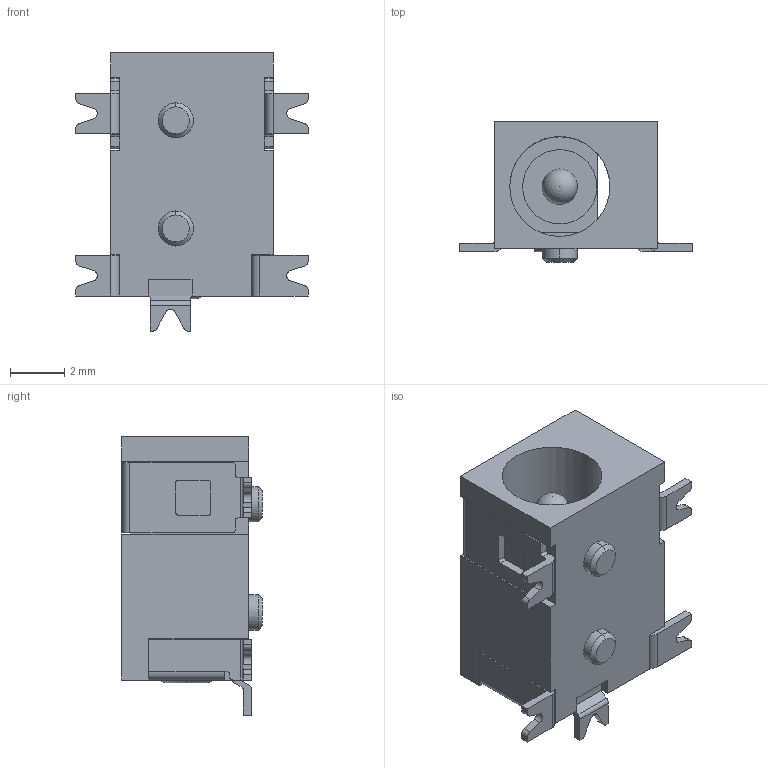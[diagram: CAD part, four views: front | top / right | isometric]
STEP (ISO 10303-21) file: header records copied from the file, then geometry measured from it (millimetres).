
FILE_DESCRIPTION (( 'STEP AP214' ), '1' );
FILE_NAME ('CUI_DEVICES_PJ-075DH-SMT-TR.step', '2019-10-20T23:35:02', ( '' ), ( '' ), 'SwSTEP 2.0', 'SolidWorks 2019', '' );
FILE_SCHEMA (( 'AUTOMOTIVE_DESIGN' ));
Length unit declared in the file: inch
Products named in the file (1): CUI_DEVICES_PJ-075DH-SMT-TR
Bounding box: 8.6 x 5.2 x 10.3 mm (x, y, z)
Volume: 174.9 mm3; surface area: 514.6 mm2
Topology: 4 solids, 4 shells, 197 faces, 549 edges, 363 vertices
Faces by surface type: plane 128, cylinder 62, cone 4, torus 2, sphere 1
Entity records: 8859 total; most frequent: CARTESIAN_POINT 1107, ORIENTED_EDGE 1094, DIRECTION 1081, EDGE_CURVE 547, VECTOR 409, LINE 409, VERTEX_POINT 362, AXIS2_PLACEMENT_3D 336
